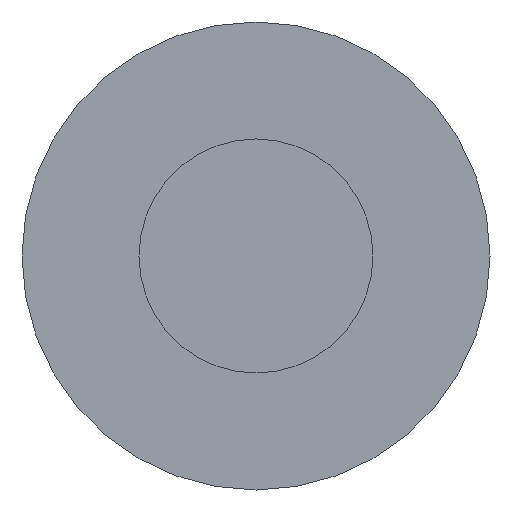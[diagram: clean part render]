
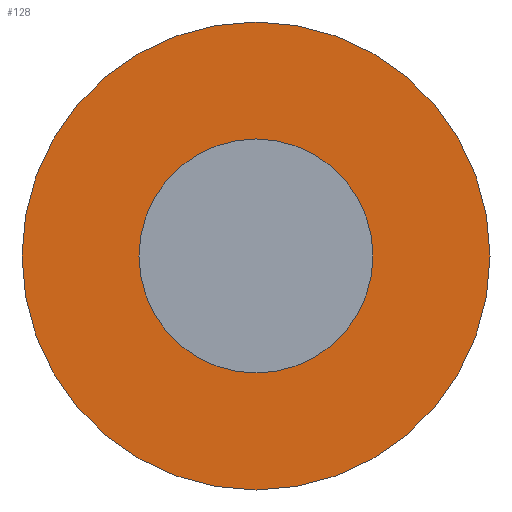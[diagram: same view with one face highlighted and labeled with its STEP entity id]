
A CAD part, left-side view. The second image highlights one B-rep face of the part: STEP entity #128.
In plain terms, the highlighted planar face has unit normal (-1, 0, 0).
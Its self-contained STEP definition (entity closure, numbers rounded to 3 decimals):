
#19=CARTESIAN_POINT('',(70.,0.,0.));
#20=DIRECTION('',(-1.,0.,0.));
#21=DIRECTION('',(0.,1.,0.));
#22=AXIS2_PLACEMENT_3D('',#19,#20,#21);
#24=CARTESIAN_POINT('',(70.,0.,0.));
#25=DIRECTION('',(1.,0.,0.));
#26=DIRECTION('',(0.,1.,0.));
#27=AXIS2_PLACEMENT_3D('',#24,#25,#26);
#29=CARTESIAN_POINT('',(70.,0.,0.));
#30=DIRECTION('',(1.,0.,0.));
#31=DIRECTION('',(0.,1.,0.));
#32=AXIS2_PLACEMENT_3D('',#29,#30,#31);
#34=CARTESIAN_POINT('',(70.,0.,0.));
#35=DIRECTION('',(-1.,0.,0.));
#36=DIRECTION('',(0.,1.,0.));
#37=AXIS2_PLACEMENT_3D('',#34,#35,#36);
#58=CARTESIAN_POINT('',(70.,6.,0.));
#60=VERTEX_POINT('',#58);
#61=CARTESIAN_POINT('',(70.,3.,0.));
#63=VERTEX_POINT('',#61);
#66=CARTESIAN_POINT('',(70.,-6.,0.));
#68=VERTEX_POINT('',#66);
#69=CARTESIAN_POINT('',(70.,-3.,0.));
#71=VERTEX_POINT('',#69);
#113=CARTESIAN_POINT('',(70.,0.,0.));
#114=DIRECTION('',(1.,0.,0.));
#115=DIRECTION('',(0.,-1.,0.));
#116=AXIS2_PLACEMENT_3D('',#113,#114,#115);
#117=PLANE('',#116);
#119=ORIENTED_EDGE('',*,*,#118,.T.);
#121=ORIENTED_EDGE('',*,*,#120,.F.);
#122=EDGE_LOOP('',(#119,#121));
#123=FACE_OUTER_BOUND('',#122,.F.);
#124=ORIENTED_EDGE('',*,*,#95,.T.);
#125=ORIENTED_EDGE('',*,*,#106,.F.);
#126=EDGE_LOOP('',(#124,#125));
#127=FACE_BOUND('',#126,.F.);
#128=ADVANCED_FACE('',(#123,#127),#117,.F.);
#23=CIRCLE('',#22,3.);
#28=CIRCLE('',#27,3.);
#33=CIRCLE('',#32,6.);
#38=CIRCLE('',#37,6.);
#95=EDGE_CURVE('',#63,#71,#23,.T.);
#106=EDGE_CURVE('',#63,#71,#28,.T.);
#118=EDGE_CURVE('',#60,#68,#33,.T.);
#120=EDGE_CURVE('',#60,#68,#38,.T.);
